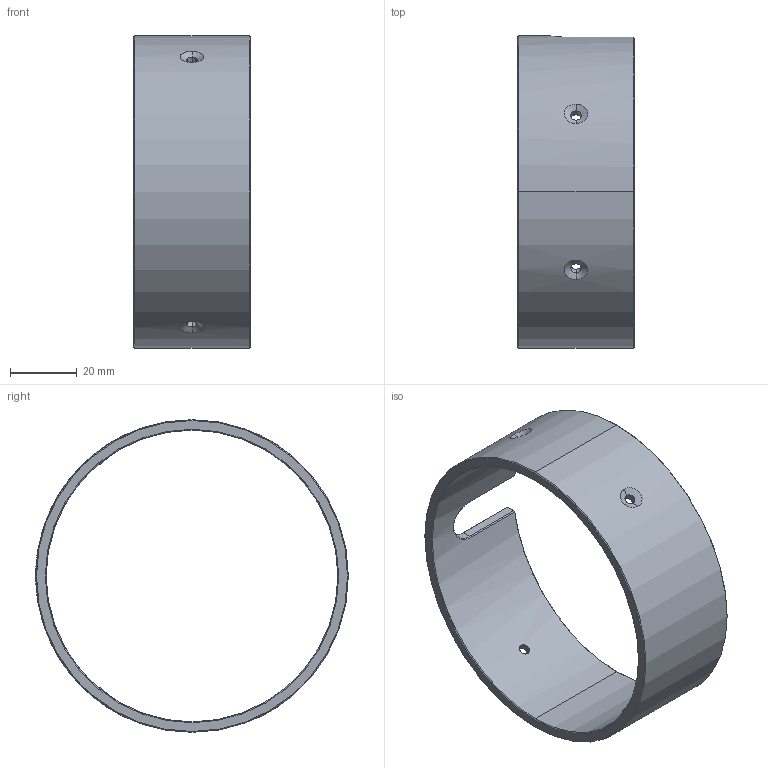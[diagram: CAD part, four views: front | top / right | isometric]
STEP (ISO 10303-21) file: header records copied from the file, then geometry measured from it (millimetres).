
FILE_DESCRIPTION (( 'STEP AP214' ), '1' );
FILE_NAME ('WCP-0100 Rev2.STEP', '2019-01-05T20:04:06', ( '' ), ( '' ), 'SwSTEP 2.0', 'SolidWorks 2018', '' );
FILE_SCHEMA (( 'AUTOMOTIVE_DESIGN' ));
Length unit declared in the file: inch
Products named in the file (1): WCP-0100 Rev2
Bounding box: 34.92 x 93.73 x 93.73 mm (x, y, z)
Volume: 30138.2 mm3; surface area: 21052.2 mm2
Topology: 1 solids, 1 shells, 47 faces, 106 edges, 60 vertices
Faces by surface type: cone 18, plane 14, cylinder 13, bspline 2
Entity records: 2988 total; most frequent: CARTESIAN_POINT 1932, ORIENTED_EDGE 212, DIRECTION 198, EDGE_CURVE 106, AXIS2_PLACEMENT_3D 74, VERTEX_POINT 60, EDGE_LOOP 56, LINE 50
